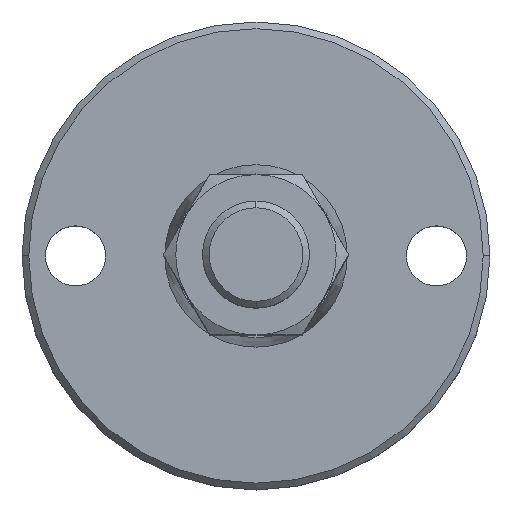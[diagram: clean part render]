
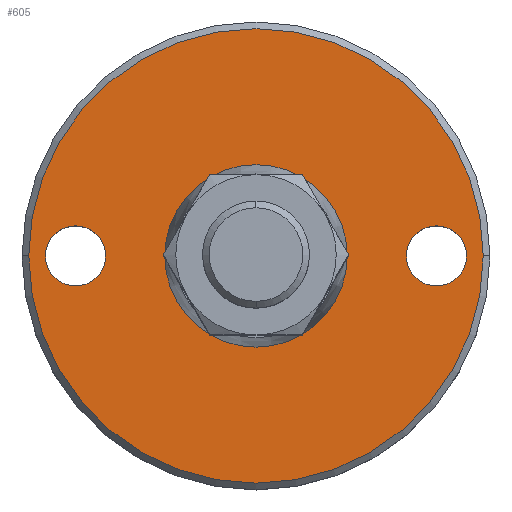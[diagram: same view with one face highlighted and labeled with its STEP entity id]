
A CAD part, top view. The second image highlights one B-rep face of the part: STEP entity #605.
In plain terms, the highlighted planar face has unit normal (0, 0, 1).
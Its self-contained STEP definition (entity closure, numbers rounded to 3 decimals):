
#519=VERTEX_POINT('',#1186);
#605=ADVANCED_FACE('',(#1281,#1282,#1283,#1284),#1285,.T.);
#613=VERTEX_POINT('',#1295);
#615=EDGE_CURVE('',#785,#753,#1297,.T.);
#623=EDGE_CURVE('',#613,#719,#1305,.T.);
#719=VERTEX_POINT('',#1417);
#723=VERTEX_POINT('',#1421);
#725=EDGE_CURVE('',#723,#939,#1423,.T.);
#729=EDGE_CURVE('',#519,#907,#1427,.T.);
#753=VERTEX_POINT('',#1456);
#785=VERTEX_POINT('',#1490);
#803=EDGE_CURVE('',#753,#785,#1509,.T.);
#815=EDGE_CURVE('',#719,#613,#1521,.T.);
#817=EDGE_CURVE('',#939,#723,#1523,.T.);
#887=EDGE_CURVE('',#907,#519,#1597,.T.);
#907=VERTEX_POINT('',#1620);
#939=VERTEX_POINT('',#1655);
#1186=CARTESIAN_POINT('',(22.5,0.0,13.5));
#1281=FACE_BOUND('',#2249,.T.);
#1282=FACE_BOUND('',#2250,.T.);
#1283=FACE_BOUND('',#2251,.T.);
#1284=FACE_OUTER_BOUND('',#2252,.T.);
#1285=PLANE('',#2253);
#1295=CARTESIAN_POINT('',(34.0,0.,13.5));
#1297=CIRCLE('',#2267,13.65);
#1305=CIRCLE('',#2279,34.);
#1417=CARTESIAN_POINT('',(-34.,0.,13.5));
#1421=CARTESIAN_POINT('',(-22.5,0.,13.5));
#1423=CIRCLE('',#2499,4.5);
#1427=CIRCLE('',#2505,4.5);
#1456=CARTESIAN_POINT('',(-13.65,0.,13.5));
#1490=CARTESIAN_POINT('',(13.65,0.,13.5));
#1509=CIRCLE('',#2631,13.65);
#1521=CIRCLE('',#2675,34.);
#1523=CIRCLE('',#2678,4.5);
#1597=CIRCLE('',#2841,4.5);
#1620=CARTESIAN_POINT('',(31.5,0.,13.5));
#1655=CARTESIAN_POINT('',(-31.5,0.0,13.5));
#2249=EDGE_LOOP('',(#3377,#3378));
#2250=EDGE_LOOP('',(#3379,#3380));
#2251=EDGE_LOOP('',(#3381,#3382));
#2252=EDGE_LOOP('',(#3383,#3384));
#2253=AXIS2_PLACEMENT_3D('',#3385,#3386,#3387);
#2267=AXIS2_PLACEMENT_3D('',#3399,#3400,#3401);
#2279=AXIS2_PLACEMENT_3D('',#3411,#3412,#3413);
#2499=AXIS2_PLACEMENT_3D('',#3573,#3574,#3575);
#2505=AXIS2_PLACEMENT_3D('',#3579,#3580,#3581);
#2631=AXIS2_PLACEMENT_3D('',#3669,#3670,#3671);
#2675=AXIS2_PLACEMENT_3D('',#3675,#3676,#3677);
#2678=AXIS2_PLACEMENT_3D('',#3678,#3679,#3680);
#2841=AXIS2_PLACEMENT_3D('',#3732,#3733,#3734);
#3377=ORIENTED_EDGE('',*,*,#729,.T.);
#3378=ORIENTED_EDGE('',*,*,#887,.T.);
#3379=ORIENTED_EDGE('',*,*,#817,.T.);
#3380=ORIENTED_EDGE('',*,*,#725,.T.);
#3381=ORIENTED_EDGE('',*,*,#803,.F.);
#3382=ORIENTED_EDGE('',*,*,#615,.F.);
#3383=ORIENTED_EDGE('',*,*,#815,.T.);
#3384=ORIENTED_EDGE('',*,*,#623,.T.);
#3385=CARTESIAN_POINT('',(-23.825,0.,13.5));
#3386=DIRECTION('',(0.,0.,1.0));
#3387=DIRECTION('',(-1.0,0.,0.0));
#3399=CARTESIAN_POINT('',(0.,0.,13.5));
#3400=DIRECTION('',(0.,0.,1.0));
#3401=DIRECTION('',(-1.0,0.,0.));
#3411=CARTESIAN_POINT('',(0.,0.,13.5));
#3412=DIRECTION('',(0.,0.,1.0));
#3413=DIRECTION('',(-1.0,0.,0.));
#3573=CARTESIAN_POINT('',(-27.0,0.,13.5));
#3574=DIRECTION('',(0.,0.,-1.0));
#3575=DIRECTION('',(1.0,0.,0.));
#3579=CARTESIAN_POINT('',(27.0,0.,13.5));
#3580=DIRECTION('',(0.,0.,-1.0));
#3581=DIRECTION('',(1.0,0.,0.));
#3669=CARTESIAN_POINT('',(0.,0.,13.5));
#3670=DIRECTION('',(0.,0.,1.0));
#3671=DIRECTION('',(-1.0,0.,0.));
#3675=CARTESIAN_POINT('',(0.,0.,13.5));
#3676=DIRECTION('',(0.,0.,1.0));
#3677=DIRECTION('',(-1.0,0.,0.));
#3678=CARTESIAN_POINT('',(-27.0,0.,13.5));
#3679=DIRECTION('',(0.,0.,-1.0));
#3680=DIRECTION('',(1.0,0.,0.));
#3732=CARTESIAN_POINT('',(27.0,0.,13.5));
#3733=DIRECTION('',(0.,0.,-1.0));
#3734=DIRECTION('',(1.0,0.,0.));
